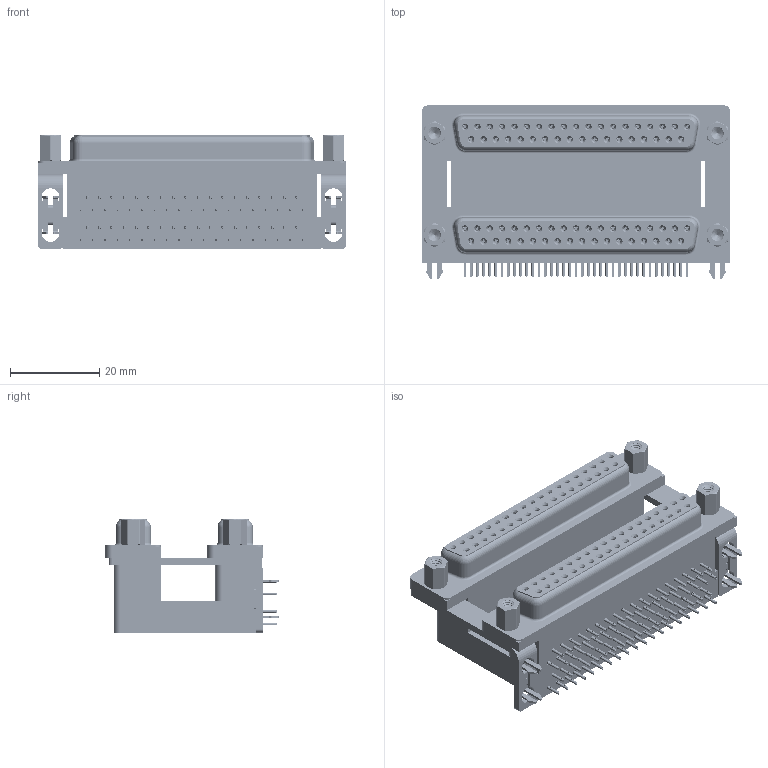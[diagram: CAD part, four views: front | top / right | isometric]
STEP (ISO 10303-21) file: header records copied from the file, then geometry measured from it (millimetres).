
FILE_DESCRIPTION (( 'STEP AP203' ), '1' );
FILE_NAME ('662-037-364-039.STEP', '2022-06-17T01:41:49', ( '' ), ( '' ), 'SwSTEP 2.0', 'SolidWorks 2020', '' );
FILE_SCHEMA (( 'CONFIG_CONTROL_DESIGN' ));
Length unit declared in the file: millimetre
Products named in the file (13): 662 4-40 Hex Standoff 5; 662 Contact Top Upper_H; 662 Threaded Rivet_4-40; 662 2 Prong Board Lock_3; 662 Contact Bottom Upper_H; 662-037-364-039; 662 Contact Bottom Lower; 662 Housing Lower_37 Contacts; 662 Shell_37 Contacts; 662 Mounting Bracket_2ProngH; 662 Contact Top Lower; 662 Housing Spacer_37 Contacts H; 662 Housing Upper_37 Contacts H
Assembly tree (91 placements, depth 2):
  662-037-364-039
    662 Housing Lower_37 Contacts
    662 Housing Spacer_37 Contacts H
    662 Housing Upper_37 Contacts H
    662 Shell_37 Contacts  x2
    662 Contact Bottom Lower  x18
    662 Contact Top Lower  x19
    662 Contact Bottom Upper_H  x18
    662 Contact Top Upper_H  x19
    662 Mounting Bracket_2ProngH  x2
    662 2 Prong Board Lock_3  x2
    662 Threaded Rivet_4-40  x4
    662 4-40 Hex Standoff 5  x4
Bounding box: 69.32 x 38.91 x 25.4 mm (x, y, z)
Volume: 35088.2 mm3; surface area: 37932 mm2
Topology: 91 solids, 91 shells, 11712 faces, 30856 edges, 19388 vertices
Faces by surface type: plane 5378, cylinder 2754, bspline 2556, cone 948, torus 76
Entity records: 81707 total; most frequent: CARTESIAN_POINT 23671, ORIENTED_EDGE 11500, DIRECTION 10538, EDGE_CURVE 5750, VECTOR 4206, LINE 4206, VERTEX_POINT 3708, AXIS2_PLACEMENT_3D 3166
